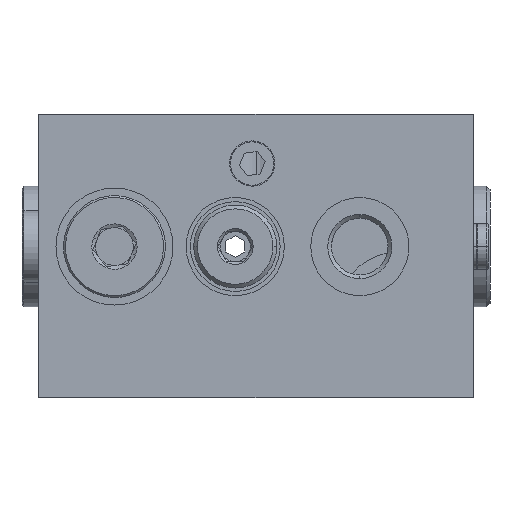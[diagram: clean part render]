
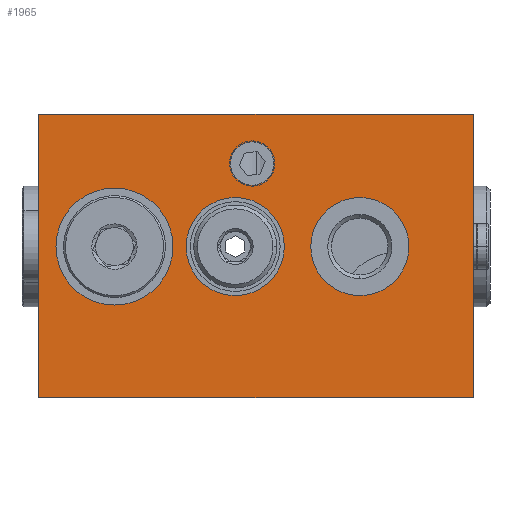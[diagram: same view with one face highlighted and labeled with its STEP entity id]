
A CAD part, left-side view. The second image highlights one B-rep face of the part: STEP entity #1965.
In plain terms, the highlighted planar face has unit normal (-1, 0, 0).
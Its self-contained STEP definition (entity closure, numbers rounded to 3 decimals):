
#18 = CARTESIAN_POINT ( 'NONE',  ( -73.729, -1.343, 155. ) ) ;
#229 = CARTESIAN_POINT ( 'NONE',  ( -73.729, 50.657, 190. ) ) ;
#414 = CIRCLE ( 'NONE', #6142, 13. ) ;
#468 = VERTEX_POINT ( 'NONE', #4075 ) ;
#639 = CARTESIAN_POINT ( 'NONE',  ( -73.729, -34.343, 168. ) ) ;
#741 = EDGE_CURVE ( 'NONE', #4622, #5864, #8819, .T. ) ;
#803 = EDGE_LOOP ( 'NONE', ( #8315, #5760 ) ) ;
#875 = CARTESIAN_POINT ( 'NONE',  ( -73.729, -5.843, 177. ) ) ;
#912 = DIRECTION ( 'NONE',  ( 0., 0., 1. ) ) ;
#1032 = ORIENTED_EDGE ( 'NONE', *, *, #2221, .F. ) ;
#1374 = VERTEX_POINT ( 'NONE', #2928 ) ;
#1424 = FACE_BOUND ( 'NONE', #803, .T. ) ;
#1529 = DIRECTION ( 'NONE',  ( 1., 0., 0. ) ) ;
#1693 = ORIENTED_EDGE ( 'NONE', *, *, #3335, .T. ) ;
#1704 = CARTESIAN_POINT ( 'NONE',  ( -73.729, -1.343, 168. ) ) ;
#1754 = CARTESIAN_POINT ( 'NONE',  ( -73.729, 30.657, 139.5 ) ) ;
#1766 = DIRECTION ( 'NONE',  ( 0., 0., 1. ) ) ;
#1819 = DIRECTION ( 'NONE',  ( -1., 0., 0. ) ) ;
#1887 = LINE ( 'NONE', #10419, #8156 ) ;
#1965 = ADVANCED_FACE ( 'NONE', ( #1424, #5882, #10359, #7964, #5596 ), #2374, .F. ) ;
#2221 = EDGE_CURVE ( 'NONE', #6769, #9217, #6866, .T. ) ;
#2356 = CARTESIAN_POINT ( 'NONE',  ( -73.729, 30.657, 155. ) ) ;
#2374 = PLANE ( 'NONE',  #9418 ) ;
#2444 = ORIENTED_EDGE ( 'NONE', *, *, #7576, .F. ) ;
#2528 = EDGE_LOOP ( 'NONE', ( #8484, #4190, #2444, #1693 ) ) ;
#2634 = VECTOR ( 'NONE', #9502, 1000. ) ;
#2705 = CIRCLE ( 'NONE', #5712, 13. ) ;
#2928 = CARTESIAN_POINT ( 'NONE',  ( -73.729, -34.343, 142. ) ) ;
#2976 = EDGE_CURVE ( 'NONE', #1374, #6881, #414, .T. ) ;
#3150 = DIRECTION ( 'NONE',  ( 0., 0., -1. ) ) ;
#3155 = CIRCLE ( 'NONE', #5516, 15.5 ) ;
#3158 = CARTESIAN_POINT ( 'NONE',  ( -73.729, -64.343, 115. ) ) ;
#3240 = DIRECTION ( 'NONE',  ( 0., 0., 1. ) ) ;
#3250 = CARTESIAN_POINT ( 'NONE',  ( -73.729, 50.657, 190. ) ) ;
#3272 = DIRECTION ( 'NONE',  ( -1., 0., 0. ) ) ;
#3276 = EDGE_CURVE ( 'NONE', #468, #3667, #5577, .T. ) ;
#3335 = EDGE_CURVE ( 'NONE', #6206, #7336, #9491, .T. ) ;
#3454 = DIRECTION ( 'NONE',  ( -1., 0., 0. ) ) ;
#3667 = VERTEX_POINT ( 'NONE', #4625 ) ;
#3831 = ORIENTED_EDGE ( 'NONE', *, *, #8227, .F. ) ;
#3901 = VERTEX_POINT ( 'NONE', #5071 ) ;
#3952 = AXIS2_PLACEMENT_3D ( 'NONE', #7155, #1819, #8049 ) ;
#4075 = CARTESIAN_POINT ( 'NONE',  ( -73.729, -5.843, 182.75 ) ) ;
#4190 = ORIENTED_EDGE ( 'NONE', *, *, #7512, .F. ) ;
#4603 = DIRECTION ( 'NONE',  ( -1., 0., 0. ) ) ;
#4622 = VERTEX_POINT ( 'NONE', #1704 ) ;
#4625 = CARTESIAN_POINT ( 'NONE',  ( -73.729, -5.843, 171.25 ) ) ;
#4930 = CARTESIAN_POINT ( 'NONE',  ( -73.729, -5.843, 177. ) ) ;
#4999 = CARTESIAN_POINT ( 'NONE',  ( -73.729, -1.343, 142. ) ) ;
#5066 = DIRECTION ( 'NONE',  ( 0., -1., 0. ) ) ;
#5071 = CARTESIAN_POINT ( 'NONE',  ( -73.729, -64.343, 190. ) ) ;
#5516 = AXIS2_PLACEMENT_3D ( 'NONE', #2356, #8582, #3240 ) ;
#5535 = AXIS2_PLACEMENT_3D ( 'NONE', #18, #6253, #912 ) ;
#5577 = CIRCLE ( 'NONE', #5916, 5.75 ) ;
#5596 = FACE_OUTER_BOUND ( 'NONE', #2528, .T. ) ;
#5712 = AXIS2_PLACEMENT_3D ( 'NONE', #8619, #3272, #9519 ) ;
#5760 = ORIENTED_EDGE ( 'NONE', *, *, #9391, .F. ) ;
#5769 = CARTESIAN_POINT ( 'NONE',  ( -73.729, -64.343, 190. ) ) ;
#5829 = EDGE_CURVE ( 'NONE', #7336, #7231, #6672, .T. ) ;
#5837 = DIRECTION ( 'NONE',  ( 0., 0., 1. ) ) ;
#5864 = VERTEX_POINT ( 'NONE', #4999 ) ;
#5882 = FACE_BOUND ( 'NONE', #8347, .T. ) ;
#5916 = AXIS2_PLACEMENT_3D ( 'NONE', #4930, #11188, #5837 ) ;
#6142 = AXIS2_PLACEMENT_3D ( 'NONE', #8792, #3454, #9704 ) ;
#6206 = VERTEX_POINT ( 'NONE', #229 ) ;
#6253 = DIRECTION ( 'NONE',  ( -1., 0., 0. ) ) ;
#6351 = VECTOR ( 'NONE', #3150, 1000. ) ;
#6672 = LINE ( 'NONE', #3158, #10018 ) ;
#6688 = CARTESIAN_POINT ( 'NONE',  ( -73.729, -64.343, 115. ) ) ;
#6695 = CARTESIAN_POINT ( 'NONE',  ( -73.729, 30.657, 170.5 ) ) ;
#6769 = VERTEX_POINT ( 'NONE', #6695 ) ;
#6819 = AXIS2_PLACEMENT_3D ( 'NONE', #9948, #4603, #10845 ) ;
#6866 = CIRCLE ( 'NONE', #6819, 15.5 ) ;
#6881 = VERTEX_POINT ( 'NONE', #639 ) ;
#6899 = EDGE_LOOP ( 'NONE', ( #1032, #8411 ) ) ;
#6923 = ORIENTED_EDGE ( 'NONE', *, *, #741, .F. ) ;
#6942 = CIRCLE ( 'NONE', #10639, 5.75 ) ;
#7111 = DIRECTION ( 'NONE',  ( -1., 0., 0. ) ) ;
#7155 = CARTESIAN_POINT ( 'NONE',  ( -73.729, -34.343, 155. ) ) ;
#7231 = VERTEX_POINT ( 'NONE', #6688 ) ;
#7336 = VERTEX_POINT ( 'NONE', #8116 ) ;
#7512 = EDGE_CURVE ( 'NONE', #3901, #7231, #8998, .T. ) ;
#7576 = EDGE_CURVE ( 'NONE', #6206, #3901, #1887, .T. ) ;
#7754 = DIRECTION ( 'NONE',  ( 0., 0., -1. ) ) ;
#7964 = FACE_BOUND ( 'NONE', #6899, .T. ) ;
#8049 = DIRECTION ( 'NONE',  ( 0., 0., 1. ) ) ;
#8051 = CIRCLE ( 'NONE', #3952, 13. ) ;
#8116 = CARTESIAN_POINT ( 'NONE',  ( -73.729, 50.657, 115. ) ) ;
#8156 = VECTOR ( 'NONE', #5066, 1000. ) ;
#8227 = EDGE_CURVE ( 'NONE', #6881, #1374, #8051, .T. ) ;
#8315 = ORIENTED_EDGE ( 'NONE', *, *, #3276, .F. ) ;
#8347 = EDGE_LOOP ( 'NONE', ( #6923, #9357 ) ) ;
#8411 = ORIENTED_EDGE ( 'NONE', *, *, #8605, .F. ) ;
#8484 = ORIENTED_EDGE ( 'NONE', *, *, #5829, .T. ) ;
#8582 = DIRECTION ( 'NONE',  ( -1., 0., 0. ) ) ;
#8605 = EDGE_CURVE ( 'NONE', #9217, #6769, #3155, .T. ) ;
#8619 = CARTESIAN_POINT ( 'NONE',  ( -73.729, -1.343, 155. ) ) ;
#8792 = CARTESIAN_POINT ( 'NONE',  ( -73.729, -34.343, 155. ) ) ;
#8819 = CIRCLE ( 'NONE', #5535, 13. ) ;
#8998 = LINE ( 'NONE', #5769, #6351 ) ;
#9217 = VERTEX_POINT ( 'NONE', #1754 ) ;
#9357 = ORIENTED_EDGE ( 'NONE', *, *, #11099, .F. ) ;
#9391 = EDGE_CURVE ( 'NONE', #3667, #468, #6942, .T. ) ;
#9418 = AXIS2_PLACEMENT_3D ( 'NONE', #11326, #1529, #7754 ) ;
#9491 = LINE ( 'NONE', #3250, #2634 ) ;
#9502 = DIRECTION ( 'NONE',  ( 0., 0., -1. ) ) ;
#9519 = DIRECTION ( 'NONE',  ( 0., 0., 1. ) ) ;
#9704 = DIRECTION ( 'NONE',  ( 0., 0., 1. ) ) ;
#9948 = CARTESIAN_POINT ( 'NONE',  ( -73.729, 30.657, 155. ) ) ;
#10018 = VECTOR ( 'NONE', #11213, 1000. ) ;
#10170 = ORIENTED_EDGE ( 'NONE', *, *, #2976, .F. ) ;
#10359 = FACE_BOUND ( 'NONE', #10718, .T. ) ;
#10419 = CARTESIAN_POINT ( 'NONE',  ( -73.729, -64.343, 190. ) ) ;
#10639 = AXIS2_PLACEMENT_3D ( 'NONE', #875, #7111, #1766 ) ;
#10718 = EDGE_LOOP ( 'NONE', ( #3831, #10170 ) ) ;
#10845 = DIRECTION ( 'NONE',  ( 0., 0., 1. ) ) ;
#11099 = EDGE_CURVE ( 'NONE', #5864, #4622, #2705, .T. ) ;
#11188 = DIRECTION ( 'NONE',  ( -1., 0., 0. ) ) ;
#11213 = DIRECTION ( 'NONE',  ( 0., -1., 0. ) ) ;
#11326 = CARTESIAN_POINT ( 'NONE',  ( -73.729, -64.343, 190. ) ) ;
